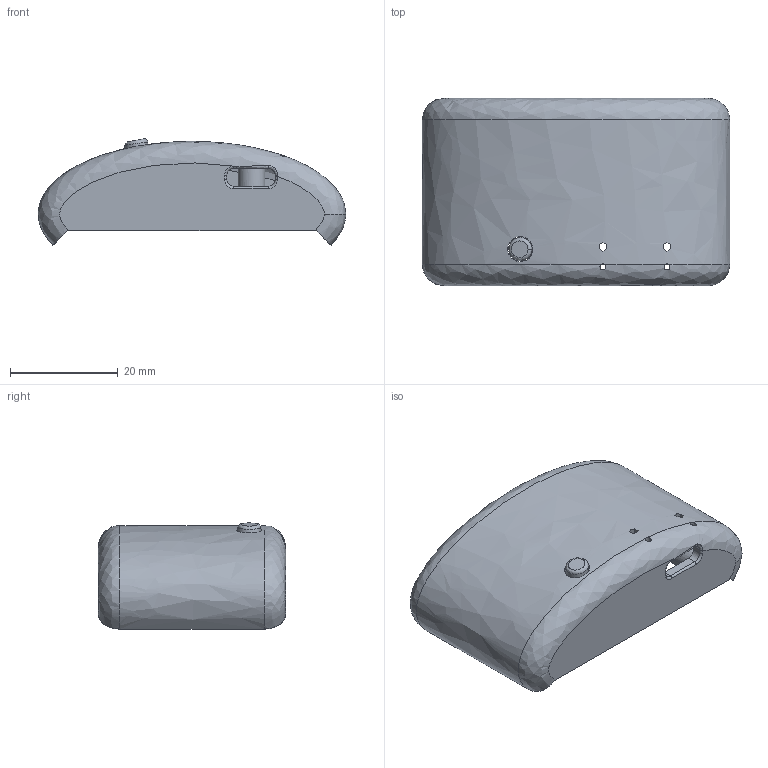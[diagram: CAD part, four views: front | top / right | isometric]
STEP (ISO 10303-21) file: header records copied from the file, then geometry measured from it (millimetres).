
FILE_DESCRIPTION(('FreeCAD Model'),'2;1');
FILE_NAME('Open CASCADE Shape Model','2025-08-04T11:33:27',(''),(''), 'Open CASCADE STEP processor 7.8','FreeCAD','Unknown');
FILE_SCHEMA(('AUTOMOTIVE_DESIGN { 1 0 10303 214 1 1 1 1 }'));
Length unit declared in the file: millimetre
Products named in the file (1): bodyTop
Bounding box: 57.15 x 34.8 x 19.72 mm (x, y, z)
Volume: 9314.1 mm3; surface area: 8577.7 mm2
Topology: 1 solids, 1 shells, 106 faces, 313 edges, 197 vertices
Faces by surface type: plane 34, cylinder 32, bspline 28, torus 7, extrusion 4, cone 1
Full cylindrical faces by diameter (mm): 1.1 x2, 1.45 x4, 1.6 x1, 4.65 x1, 5 x1
Entity records: 21628 total; most frequent: CARTESIAN_POINT 16215, DIRECTION 771, ORIENTED_EDGE 622, PCURVE 622, DEFINITIONAL_REPRESENTATION 622, VECTOR 446, LINE 442, B_SPLINE_CURVE_WITH_KNOTS 336
